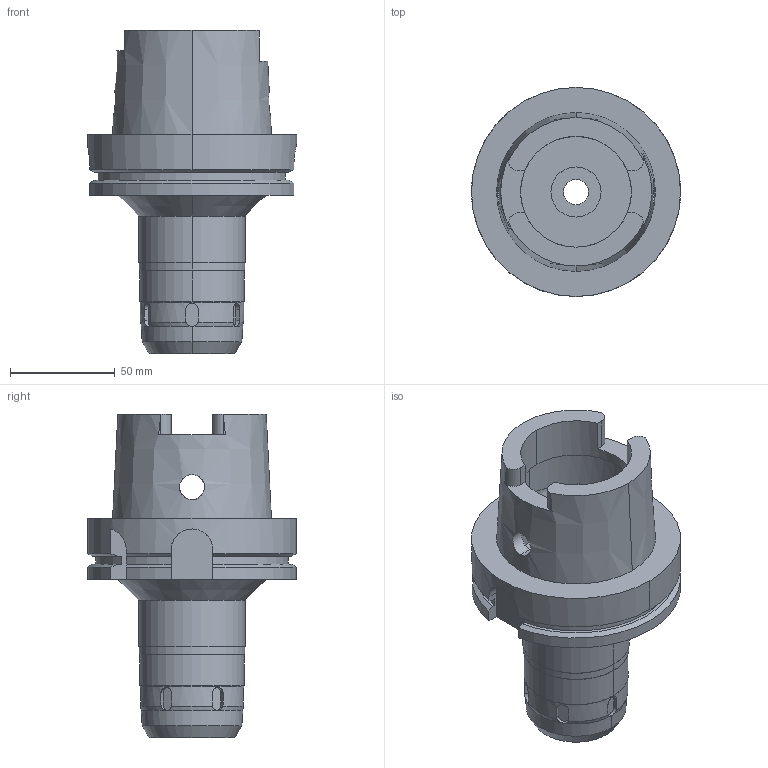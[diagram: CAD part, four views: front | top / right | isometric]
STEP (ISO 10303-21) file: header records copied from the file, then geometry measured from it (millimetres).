
FILE_DESCRIPTION((''),'2;1');
FILE_NAME('HSK-A100-HMC20S-105','2017-12-26T',('ykawabe'),(''),'CREO PARAMETRIC BY PTC INC, 2016380','CREO PARAMETRIC BY PTC INC, 2016380','');
FILE_SCHEMA(('AUTOMOTIVE_DESIGN { 1 0 10303 214 1 1 1 1 }'));
Length unit declared in the file: millimetre
Products named in the file (1): HSK-A100-HMC20S-105
Bounding box: 100 x 100 x 155 mm (x, y, z)
Volume: 386174.4 mm3; surface area: 65620.7 mm2
Topology: 1 solids, 1 shells, 137 faces, 404 edges, 273 vertices
Faces by surface type: cylinder 56, plane 53, cone 26, torus 2
Entity records: 6343 total; most frequent: CARTESIAN_POINT 1322, ORIENTED_EDGE 808, DIRECTION 757, PRESENTATION_STYLE_ASSIGNMENT 409, STYLED_ITEM 409, CURVE_STYLE 408, EDGE_CURVE 404, AXIS2_PLACEMENT_3D 295
